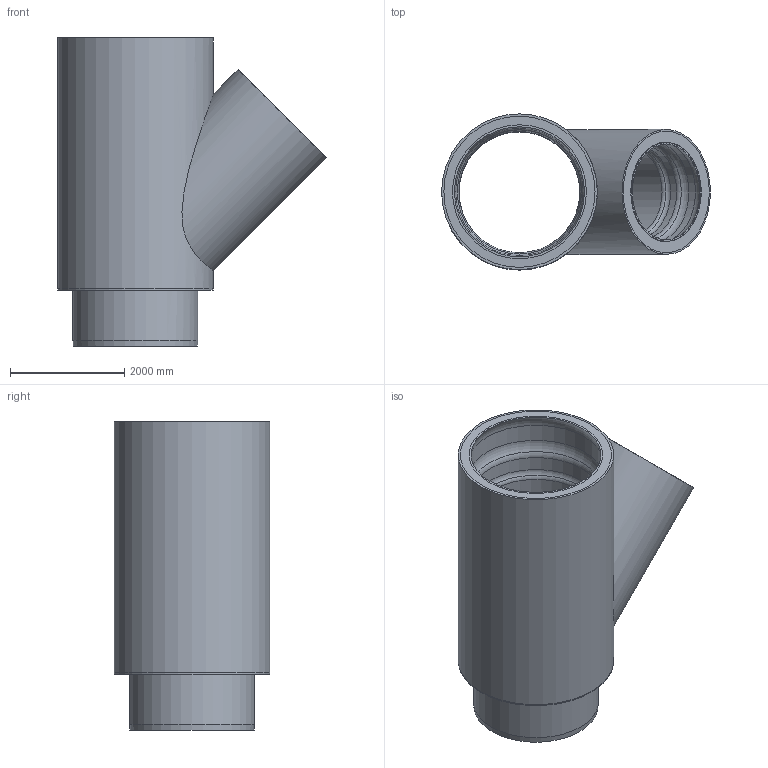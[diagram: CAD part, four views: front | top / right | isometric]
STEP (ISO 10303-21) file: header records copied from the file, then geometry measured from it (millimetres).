
FILE_DESCRIPTION(/* description */ (''),/* implementation_level */ '2;1');
FILE_NAME(/* name */ '58025.GF0X_3D.stp',/* time_stamp */ '2024-12-12T09:48:19+01:00',/* author */ ('CAD'),/* organization */ (''),/* preprocessor_version */ 'ST-DEVELOPER v20',/* originating_system */ 'AutoCAD Mechanical',/* authorisation */ '');
FILE_SCHEMA (('AUTOMOTIVE_DESIGN { 1 0 10303 214 3 1 1 }'));
Length unit declared in the file: centimetre
Products named in the file (2): Product; *S0
Assembly tree (1 placements, depth 2):
  Product
    *S0
Bounding box: 4713.15 x 2730 x 5400 mm (x, y, z)
Volume: 11914296229.2 mm3; surface area: 286786636.4 mm2
Topology: 8 solids, 8 shells, 98 faces, 222 edges, 144 vertices
Faces by surface type: cylinder 35, torus 31, plane 22, cone 10
Full cylindrical faces by diameter (mm): 1540 x2, 1590 x2, 1640 x1, 1690 x2, 1760 x1, 1810 x3, 2132 x4, 2133 x1, 2190 x2, 2191 x2, 2240 x1, 2298 x2, 2410 x1, 2468 x2, 2610 x1, 2650 x4, 2730 x2
Entity records: 4333 total; most frequent: CARTESIAN_POINT 1919, DIRECTION 559, ORIENTED_EDGE 444, AXIS2_PLACEMENT_3D 256, EDGE_CURVE 222, CIRCLE 155, VERTEX_POINT 144, EDGE_LOOP 124
